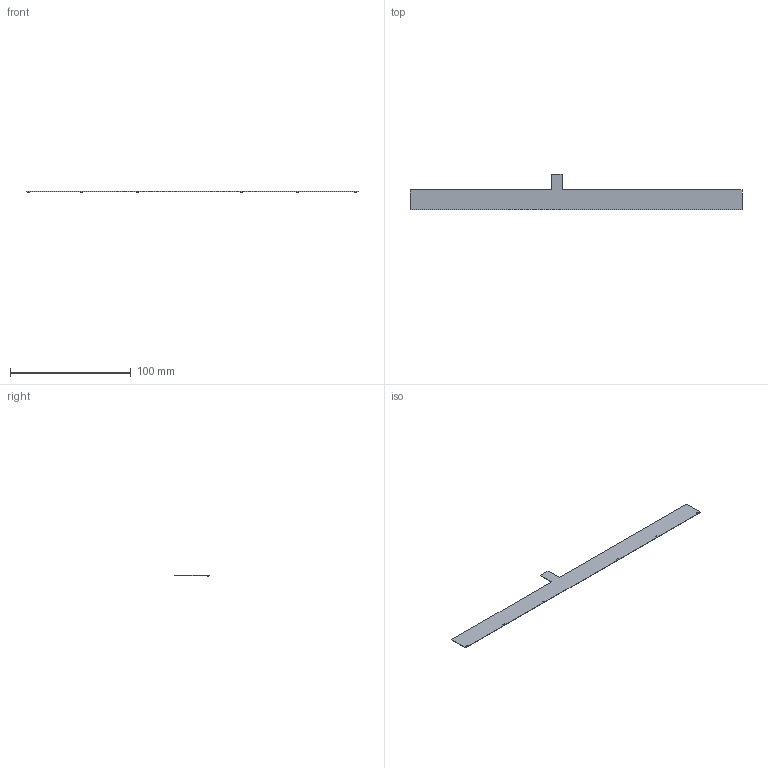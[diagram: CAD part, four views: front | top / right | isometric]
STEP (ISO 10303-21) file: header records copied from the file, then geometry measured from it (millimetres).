
FILE_DESCRIPTION(('KiCad electronic assembly'),'2;1');
FILE_NAME('flex_big.step','2020-02-12T11:03:29',('An Author'),( 'A Company'),'Open CASCADE STEP processor 6.9', 'KiCad to STEP converter','Unknown');
FILE_SCHEMA(('AUTOMOTIVE_DESIGN { 1 0 10303 214 1 1 1 1 }'));
Length unit declared in the file: millimetre
Products named in the file (4): Open CASCADE STEP translator 6.9 1; C_0603_1608Metric; SOLID
Assembly tree (8 placements, depth 3):
  Open CASCADE STEP translator 6.9 1
    C_0603_1608Metric  x6
      SOLID
    SOLID
Bounding box: 275 x 29.5 x 1.13 mm (x, y, z)
Volume: 1308.8 mm3; surface area: 9517.1 mm2
Topology: 7 solids, 7 shells, 178 faces, 456 edges, 304 vertices
Faces by surface type: plane 106, cylinder 72
Entity records: 2748 total; most frequent: CARTESIAN_POINT 471, DIRECTION 394, LINE 240, VECTOR 240, ORIENTED_EDGE 192, PCURVE 192, DEFINITIONAL_REPRESENTATION 192, EDGE_CURVE 96
